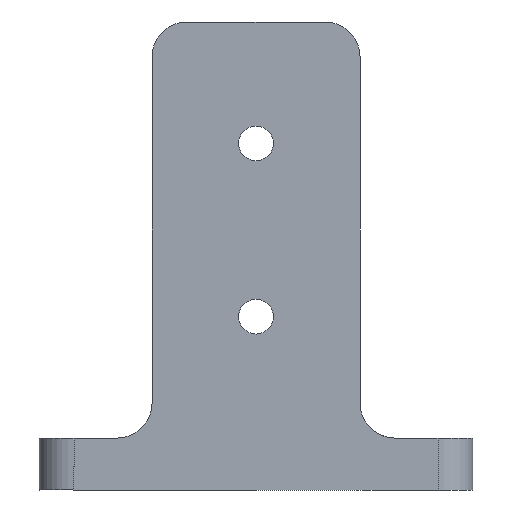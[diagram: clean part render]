
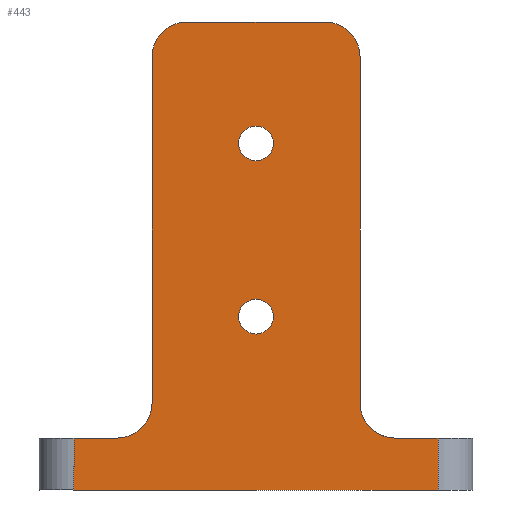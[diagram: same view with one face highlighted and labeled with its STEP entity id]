
A CAD part, front view. The second image highlights one B-rep face of the part: STEP entity #443.
In plain terms, the highlighted planar face has unit normal (0, -1, 0).
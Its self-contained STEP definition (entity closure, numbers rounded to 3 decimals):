
#23=FACE_BOUND('',#87,.T.);
#24=FACE_BOUND('',#88,.T.);
#34=PLANE('',#504);
#57=FACE_OUTER_BOUND('',#86,.T.);
#86=EDGE_LOOP('',(#394,#395,#396,#397,#398,#399,#400,#401,#402,#403,#404,
#405));
#87=EDGE_LOOP('',(#406));
#88=EDGE_LOOP('',(#407));
#96=LINE('',#664,#133);
#100=LINE('',#672,#137);
#105=LINE('',#691,#142);
#106=LINE('',#694,#143);
#107=LINE('',#697,#144);
#114=LINE('',#727,#151);
#120=LINE('',#746,#157);
#125=LINE('',#761,#162);
#133=VECTOR('',#528,10.);
#137=VECTOR('',#532,10.);
#142=VECTOR('',#553,10.);
#143=VECTOR('',#556,10.);
#144=VECTOR('',#561,10.);
#151=VECTOR('',#594,10.);
#157=VECTOR('',#614,10.);
#162=VECTOR('',#635,10.);
#175=CIRCLE('',#479,2.);
#176=CIRCLE('',#482,2.);
#178=CIRCLE('',#487,2.);
#182=CIRCLE('',#494,2.);
#183=CIRCLE('',#500,1.);
#184=CIRCLE('',#502,1.);
#194=VERTEX_POINT('',#661);
#195=VERTEX_POINT('',#663);
#198=VERTEX_POINT('',#669);
#199=VERTEX_POINT('',#671);
#205=VERTEX_POINT('',#689);
#206=VERTEX_POINT('',#693);
#209=VERTEX_POINT('',#704);
#212=VERTEX_POINT('',#711);
#215=VERTEX_POINT('',#721);
#216=VERTEX_POINT('',#723);
#221=VERTEX_POINT('',#740);
#222=VERTEX_POINT('',#742);
#223=VERTEX_POINT('',#753);
#224=VERTEX_POINT('',#757);
#236=EDGE_CURVE('',#195,#194,#96,.T.);
#240=EDGE_CURVE('',#199,#198,#100,.T.);
#250=EDGE_CURVE('',#205,#194,#105,.T.);
#251=EDGE_CURVE('',#199,#206,#106,.T.);
#253=EDGE_CURVE('',#205,#206,#107,.T.);
#257=EDGE_CURVE('',#195,#209,#175,.T.);
#261=EDGE_CURVE('',#212,#198,#176,.T.);
#266=EDGE_CURVE('',#215,#216,#178,.T.);
#268=EDGE_CURVE('',#209,#215,#114,.T.);
#276=EDGE_CURVE('',#221,#222,#182,.T.);
#278=EDGE_CURVE('',#222,#212,#120,.T.);
#282=EDGE_CURVE('',#223,#223,#183,.T.);
#284=EDGE_CURVE('',#224,#224,#184,.T.);
#285=EDGE_CURVE('',#216,#221,#125,.T.);
#394=ORIENTED_EDGE('',*,*,#250,.F.);
#395=ORIENTED_EDGE('',*,*,#253,.T.);
#396=ORIENTED_EDGE('',*,*,#251,.F.);
#397=ORIENTED_EDGE('',*,*,#240,.T.);
#398=ORIENTED_EDGE('',*,*,#261,.F.);
#399=ORIENTED_EDGE('',*,*,#278,.F.);
#400=ORIENTED_EDGE('',*,*,#276,.F.);
#401=ORIENTED_EDGE('',*,*,#285,.F.);
#402=ORIENTED_EDGE('',*,*,#266,.F.);
#403=ORIENTED_EDGE('',*,*,#268,.F.);
#404=ORIENTED_EDGE('',*,*,#257,.F.);
#405=ORIENTED_EDGE('',*,*,#236,.T.);
#406=ORIENTED_EDGE('',*,*,#284,.F.);
#407=ORIENTED_EDGE('',*,*,#282,.F.);
#443=ADVANCED_FACE('',(#57,#23,#24),#34,.F.);
#479=AXIS2_PLACEMENT_3D('',#705,#569,#570);
#482=AXIS2_PLACEMENT_3D('',#713,#577,#578);
#487=AXIS2_PLACEMENT_3D('',#724,#589,#590);
#494=AXIS2_PLACEMENT_3D('',#743,#609,#610);
#500=AXIS2_PLACEMENT_3D('',#755,#626,#627);
#502=AXIS2_PLACEMENT_3D('',#759,#631,#632);
#504=AXIS2_PLACEMENT_3D('',#762,#636,#637);
#528=DIRECTION('',(-1.,0.,0.));
#532=DIRECTION('',(-1.,0.,0.));
#553=DIRECTION('',(0.,0.,1.));
#556=DIRECTION('',(0.,0.,-1.));
#561=DIRECTION('',(1.,0.,0.));
#569=DIRECTION('center_axis',(0.,-1.,0.));
#570=DIRECTION('ref_axis',(0.707,0.,-0.707));
#577=DIRECTION('center_axis',(0.,-1.,0.));
#578=DIRECTION('ref_axis',(-0.707,0.,-0.707));
#589=DIRECTION('center_axis',(0.,1.,0.));
#590=DIRECTION('ref_axis',(-0.707,0.,0.707));
#594=DIRECTION('',(0.,0.,1.));
#609=DIRECTION('center_axis',(0.,1.,0.));
#610=DIRECTION('ref_axis',(0.707,0.,0.707));
#614=DIRECTION('',(0.,0.,-1.));
#626=DIRECTION('center_axis',(0.,-1.,0.));
#627=DIRECTION('ref_axis',(1.,0.,0.));
#631=DIRECTION('center_axis',(0.,-1.,0.));
#632=DIRECTION('ref_axis',(1.,0.,0.));
#635=DIRECTION('',(1.,0.,0.));
#636=DIRECTION('center_axis',(0.,1.,0.));
#637=DIRECTION('ref_axis',(1.,0.,0.));
#661=CARTESIAN_POINT('',(-4.5,0.,-24.));
#663=CARTESIAN_POINT('',(-2.,0.,-24.));
#664=CARTESIAN_POINT('',(18.5,0.,-24.));
#669=CARTESIAN_POINT('',(14.,0.,-24.));
#671=CARTESIAN_POINT('',(16.5,0.,-24.));
#672=CARTESIAN_POINT('',(18.5,0.,-24.));
#689=CARTESIAN_POINT('',(-4.5,0.,-27.));
#691=CARTESIAN_POINT('',(-4.5,0.,-19.5));
#693=CARTESIAN_POINT('',(16.5,0.,-27.));
#694=CARTESIAN_POINT('',(16.5,0.,-18.));
#697=CARTESIAN_POINT('',(-6.5,0.,-27.));
#704=CARTESIAN_POINT('',(0.,0.,-22.));
#705=CARTESIAN_POINT('Origin',(-2.,0.,-22.));
#711=CARTESIAN_POINT('',(12.,0.,-22.));
#713=CARTESIAN_POINT('Origin',(14.,0.,-22.));
#721=CARTESIAN_POINT('',(0.,0.,-2.));
#723=CARTESIAN_POINT('',(2.,0.,0.));
#724=CARTESIAN_POINT('Origin',(2.,0.,-2.));
#727=CARTESIAN_POINT('',(0.,0.,-24.));
#740=CARTESIAN_POINT('',(10.,0.,0.));
#742=CARTESIAN_POINT('',(12.,0.,-2.));
#743=CARTESIAN_POINT('Origin',(10.,0.,-2.));
#746=CARTESIAN_POINT('',(12.,0.,0.));
#753=CARTESIAN_POINT('',(5.,0.,-17.));
#755=CARTESIAN_POINT('Origin',(6.,0.,-17.));
#757=CARTESIAN_POINT('',(5.,0.,-7.));
#759=CARTESIAN_POINT('Origin',(6.,0.,-7.));
#761=CARTESIAN_POINT('',(0.,0.,0.));
#762=CARTESIAN_POINT('Origin',(6.,0.,-12.));
